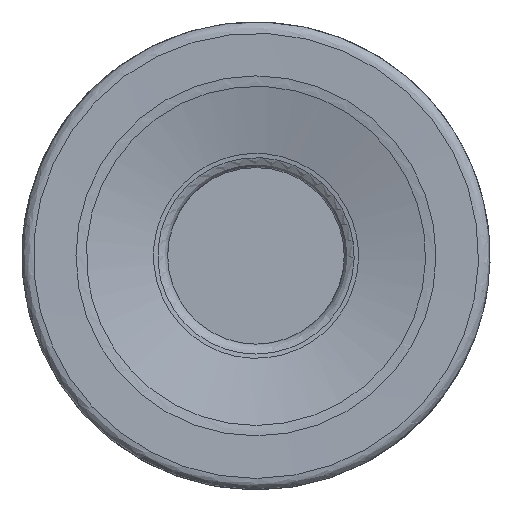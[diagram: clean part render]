
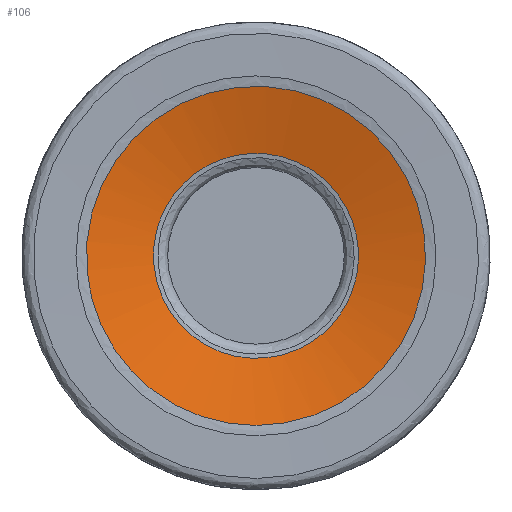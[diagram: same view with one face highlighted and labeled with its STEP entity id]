
A CAD part, front view. The second image highlights one B-rep face of the part: STEP entity #106.
In plain terms, the highlighted face is a revolution surface.
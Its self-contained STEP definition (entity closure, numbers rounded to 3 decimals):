
#100=(
BOUNDED_CURVE()
B_SPLINE_CURVE(3,(#843,#844,#845,#846,#847,#848,#849),.UNSPECIFIED.,.T.,
 .F.)
B_SPLINE_CURVE_WITH_KNOTS((1,3,3,3,1),(-0.5,0.,0.5,1.,1.5),
 .UNSPECIFIED.)
CURVE()
GEOMETRIC_REPRESENTATION_ITEM()
RATIONAL_B_SPLINE_CURVE((1.,0.333,0.333,1.,0.333,
0.333,1.))
REPRESENTATION_ITEM('')
);
#106=ADVANCED_FACE('',(#197,#198),#150,.T.);
#150=SURFACE_OF_REVOLUTION('',#180,#165);
#165=AXIS1_PLACEMENT('',#868,#674);
#180=B_SPLINE_CURVE_WITH_KNOTS('',5,(#851,#852,#853,#854,#855,#856,#857,
#858,#859,#860,#861,#862,#863,#864,#865,#866,#867),.UNSPECIFIED.,.F.,.F.,
(6,1,1,1,1,1,1,1,1,1,1,1,6),(0.,0.103,0.243,0.401,
0.554,0.693,0.797,0.861,
0.9,0.929,0.955,0.981,
1.),.UNSPECIFIED.);
#197=FACE_BOUND('',#273,.T.);
#198=FACE_BOUND('',#274,.T.);
#273=EDGE_LOOP('',(#355));
#274=EDGE_LOOP('',(#356));
#355=ORIENTED_EDGE('',*,*,#498,.F.);
#356=ORIENTED_EDGE('',*,*,#497,.F.);
#451=VERTEX_POINT('',#835);
#452=VERTEX_POINT('',#850);
#497=EDGE_CURVE('',#451,#451,#546,.T.);
#498=EDGE_CURVE('',#452,#452,#100,.T.);
#546=CIRCLE('',#598,11.583);
#598=AXIS2_PLACEMENT_3D('',#834,#671,#672);
#671=DIRECTION('',(0.,1.,0.));
#672=DIRECTION('',(0.,0.,-1.));
#674=DIRECTION('',(0.,-1.,0.));
#834=CARTESIAN_POINT('',(-7.914,-8.81,-1.392));
#835=CARTESIAN_POINT('',(-7.914,-8.81,-12.975));
#843=CARTESIAN_POINT('',(-14.885,-7.665,-2.002));
#844=CARTESIAN_POINT('',(-13.665,-7.665,-15.944));
#845=CARTESIAN_POINT('',(0.277,-7.665,-14.724));
#846=CARTESIAN_POINT('',(-0.943,-7.665,-0.782));
#847=CARTESIAN_POINT('',(-2.163,-7.665,13.159));
#848=CARTESIAN_POINT('',(-16.105,-7.665,11.94));
#849=CARTESIAN_POINT('',(-14.885,-7.665,-2.002));
#850=CARTESIAN_POINT('',(-14.885,-7.665,-2.002));
#851=CARTESIAN_POINT('',(-19.453,-8.81,-2.402));
#852=CARTESIAN_POINT('',(-19.358,-8.786,-2.394));
#853=CARTESIAN_POINT('',(-19.137,-8.728,-2.374));
#854=CARTESIAN_POINT('',(-18.77,-8.639,-2.342));
#855=CARTESIAN_POINT('',(-18.266,-8.506,-2.298));
#856=CARTESIAN_POINT('',(-17.633,-8.347,-2.243));
#857=CARTESIAN_POINT('',(-17.001,-8.182,-2.187));
#858=CARTESIAN_POINT('',(-16.437,-8.039,-2.138));
#859=CARTESIAN_POINT('',(-15.982,-7.92,-2.098));
#860=CARTESIAN_POINT('',(-15.64,-7.832,-2.068));
#861=CARTESIAN_POINT('',(-15.402,-7.768,-2.047));
#862=CARTESIAN_POINT('',(-15.232,-7.731,-2.033));
#863=CARTESIAN_POINT('',(-15.104,-7.704,-2.021));
#864=CARTESIAN_POINT('',(-15.011,-7.687,-2.013));
#865=CARTESIAN_POINT('',(-14.945,-7.675,-2.007));
#866=CARTESIAN_POINT('',(-14.903,-7.668,-2.004));
#867=CARTESIAN_POINT('',(-14.885,-7.665,-2.002));
#868=CARTESIAN_POINT('',(-7.914,34.,-1.392));
